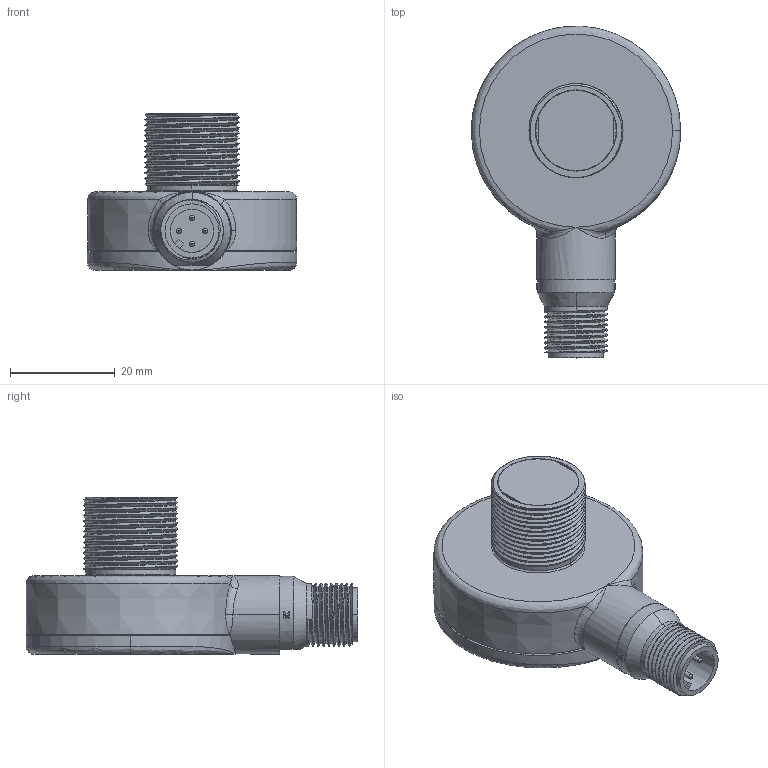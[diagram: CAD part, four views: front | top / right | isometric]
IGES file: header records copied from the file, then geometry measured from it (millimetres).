
Start section:  PTC IGES file: 155317.igs
Global section: file name: 155317.igs; native system: Pro/ENGINEER by Parametric Technology Corporation; preprocessor: 2009141; author: banengservice; organization: Unknown; date: 20101203.084423; units: inch
Bounding box: 40.08 x 63.51 x 30.09 mm (x, y, z)
Volume: 8817.4 mm3; surface area: 16028.2 mm2
Topology: 3 solids, 4 shells, 414 faces, 1023 edges, 650 vertices
Faces by surface type: revolution 212, bspline 196, extrusion 6
